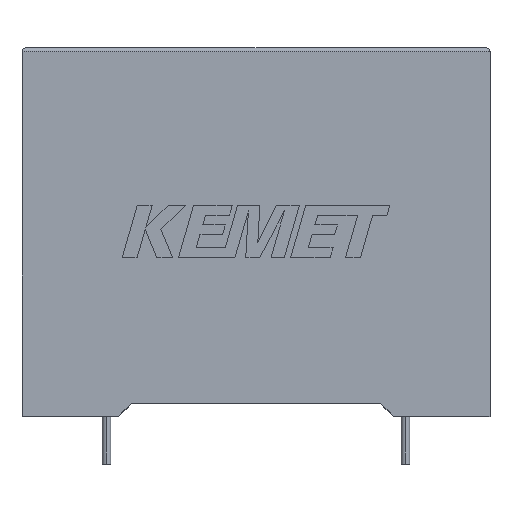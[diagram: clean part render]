
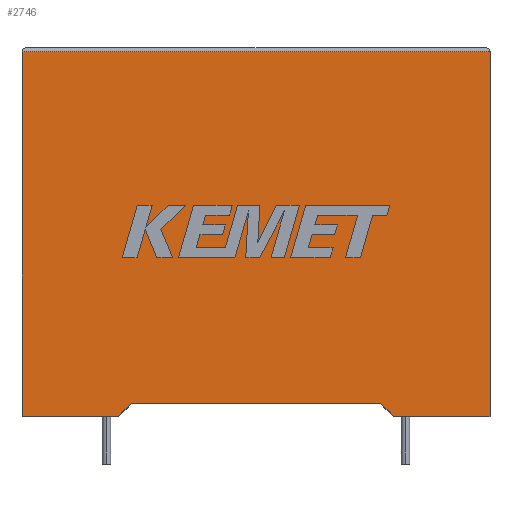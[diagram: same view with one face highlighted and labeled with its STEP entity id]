
A CAD part, top view. The second image highlights one B-rep face of the part: STEP entity #2746.
In plain terms, the highlighted planar face has unit normal (0, 0, 1).
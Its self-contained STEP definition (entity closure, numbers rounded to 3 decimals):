
#112 = VERTEX_POINT ( 'NONE', #1557 ) ;
#131 = DIRECTION ( 'NONE',  ( 1., 0., 0. ) ) ;
#143 = VECTOR ( 'NONE', #131, 1000. ) ;
#170 = DIRECTION ( 'NONE',  ( -1., 0., 0. ) ) ;
#197 = CARTESIAN_POINT ( 'NONE',  ( 58.7, 0., 31.2 ) ) ;
#289 = VECTOR ( 'NONE', #357, 1000. ) ;
#306 = VECTOR ( 'NONE', #668, 1000. ) ;
#319 = VERTEX_POINT ( 'NONE', #1851 ) ;
#339 = CARTESIAN_POINT ( 'NONE',  ( 12.1, 0., 31.2 ) ) ;
#343 = CARTESIAN_POINT ( 'NONE',  ( 0., 45.7, 31.2 ) ) ;
#357 = DIRECTION ( 'NONE',  ( -0.715, -0.699, 0. ) ) ;
#358 = FACE_OUTER_BOUND ( 'NONE', #1215, .T. ) ;
#397 = CARTESIAN_POINT ( 'NONE',  ( 0., 0., 31.2 ) ) ;
#428 = CARTESIAN_POINT ( 'NONE',  ( 58.7, 0., 31.2 ) ) ;
#563 = CARTESIAN_POINT ( 'NONE',  ( 13.73, 1.593, 31.2 ) ) ;
#571 = DIRECTION ( 'NONE',  ( 0., -1., 0. ) ) ;
#581 = ORIENTED_EDGE ( 'NONE', *, *, #1396, .F. ) ;
#668 = DIRECTION ( 'NONE',  ( 0., 1., 0. ) ) ;
#773 = LINE ( 'NONE', #1722, #1240 ) ;
#853 = LINE ( 'NONE', #2921, #2716 ) ;
#892 = EDGE_CURVE ( 'NONE', #2884, #1952, #2002, .T. ) ;
#896 = ORIENTED_EDGE ( 'NONE', *, *, #892, .F. ) ;
#1045 = AXIS2_PLACEMENT_3D ( 'NONE', #2211, #2273, #2498 ) ;
#1068 = ORIENTED_EDGE ( 'NONE', *, *, #2375, .T. ) ;
#1082 = PLANE ( 'NONE',  #1045 ) ;
#1121 = VERTEX_POINT ( 'NONE', #2151 ) ;
#1174 = EDGE_CURVE ( 'NONE', #2455, #1952, #1562, .T. ) ;
#1195 = EDGE_CURVE ( 'NONE', #2143, #2455, #853, .T. ) ;
#1215 = EDGE_LOOP ( 'NONE', ( #1962, #1866, #2394, #2131, #896, #581, #1068, #2381 ) ) ;
#1240 = VECTOR ( 'NONE', #2670, 1000. ) ;
#1354 = LINE ( 'NONE', #1991, #1591 ) ;
#1362 = LINE ( 'NONE', #428, #306 ) ;
#1396 = EDGE_CURVE ( 'NONE', #1121, #2884, #3028, .T. ) ;
#1412 = CARTESIAN_POINT ( 'NONE',  ( 29.35, 1.593, 31.2 ) ) ;
#1428 = DIRECTION ( 'NONE',  ( 0.715, -0.699, 0. ) ) ;
#1557 = CARTESIAN_POINT ( 'NONE',  ( 46.6, 0., 31.2 ) ) ;
#1562 = LINE ( 'NONE', #397, #143 ) ;
#1591 = VECTOR ( 'NONE', #2514, 1000. ) ;
#1722 = CARTESIAN_POINT ( 'NONE',  ( 0., 45.7, 31.2 ) ) ;
#1829 = LINE ( 'NONE', #1896, #2482 ) ;
#1851 = CARTESIAN_POINT ( 'NONE',  ( 58.7, 45.7, 31.2 ) ) ;
#1866 = ORIENTED_EDGE ( 'NONE', *, *, #2473, .T. ) ;
#1896 = CARTESIAN_POINT ( 'NONE',  ( 46.6, 0., 31.2 ) ) ;
#1942 = CARTESIAN_POINT ( 'NONE',  ( 0., 0., 31.2 ) ) ;
#1952 = VERTEX_POINT ( 'NONE', #2039 ) ;
#1962 = ORIENTED_EDGE ( 'NONE', *, *, #2579, .T. ) ;
#1991 = CARTESIAN_POINT ( 'NONE',  ( 0., 0., 31.2 ) ) ;
#2002 = LINE ( 'NONE', #339, #289 ) ;
#2039 = CARTESIAN_POINT ( 'NONE',  ( 12.1, 0., 31.2 ) ) ;
#2131 = ORIENTED_EDGE ( 'NONE', *, *, #1174, .T. ) ;
#2143 = VERTEX_POINT ( 'NONE', #343 ) ;
#2151 = CARTESIAN_POINT ( 'NONE',  ( 44.97, 1.593, 31.2 ) ) ;
#2198 = EDGE_CURVE ( 'NONE', #112, #2620, #1354, .T. ) ;
#2211 = CARTESIAN_POINT ( 'NONE',  ( 0., 0., 31.2 ) ) ;
#2273 = DIRECTION ( 'NONE',  ( 0., 0., -1. ) ) ;
#2375 = EDGE_CURVE ( 'NONE', #1121, #112, #1829, .T. ) ;
#2381 = ORIENTED_EDGE ( 'NONE', *, *, #2198, .T. ) ;
#2394 = ORIENTED_EDGE ( 'NONE', *, *, #1195, .T. ) ;
#2455 = VERTEX_POINT ( 'NONE', #1942 ) ;
#2473 = EDGE_CURVE ( 'NONE', #319, #2143, #773, .T. ) ;
#2482 = VECTOR ( 'NONE', #1428, 1000. ) ;
#2498 = DIRECTION ( 'NONE',  ( -1., 0., 0. ) ) ;
#2514 = DIRECTION ( 'NONE',  ( 1., 0., 0. ) ) ;
#2579 = EDGE_CURVE ( 'NONE', #2620, #319, #1362, .T. ) ;
#2620 = VERTEX_POINT ( 'NONE', #197 ) ;
#2629 = VECTOR ( 'NONE', #170, 1000. ) ;
#2670 = DIRECTION ( 'NONE',  ( -1., 0., 0. ) ) ;
#2716 = VECTOR ( 'NONE', #571, 1000. ) ;
#2746 = ADVANCED_FACE ( 'NONE', ( #358 ), #1082, .F. ) ;
#2884 = VERTEX_POINT ( 'NONE', #563 ) ;
#2921 = CARTESIAN_POINT ( 'NONE',  ( 0., 0., 31.2 ) ) ;
#3028 = LINE ( 'NONE', #1412, #2629 ) ;
